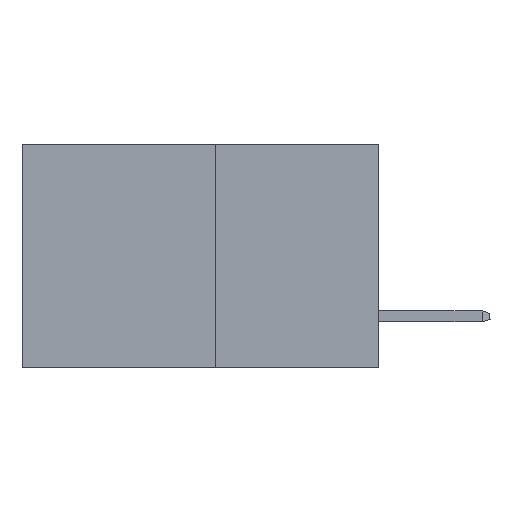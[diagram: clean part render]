
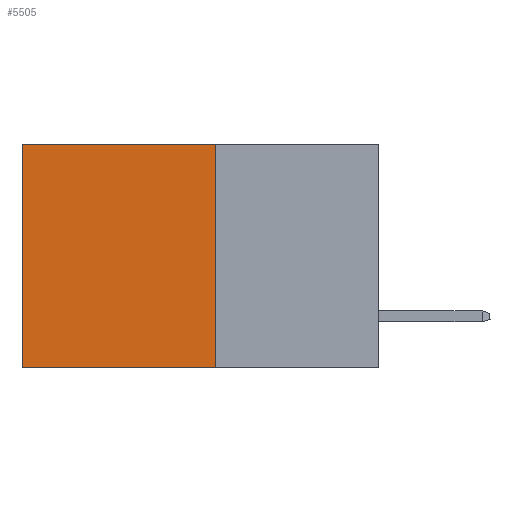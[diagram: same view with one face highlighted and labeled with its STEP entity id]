
A CAD part, left-side view. The second image highlights one B-rep face of the part: STEP entity #5505.
In plain terms, the highlighted planar face has unit normal (-1, 0, 0).
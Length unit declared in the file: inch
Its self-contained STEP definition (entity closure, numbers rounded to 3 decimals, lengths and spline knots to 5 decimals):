
#76 = FACE_OUTER_BOUND ( 'NONE', #15494, .T. ) ;
#1049 = ORIENTED_EDGE ( 'NONE', *, *, #11494, .T. ) ;
#1142 = CARTESIAN_POINT ( 'NONE',  ( 0.277, 0.59, -0.37 ) ) ;
#1299 = EDGE_CURVE ( 'NONE', #21390, #19216, #12198, .T. ) ;
#3206 = ORIENTED_EDGE ( 'NONE', *, *, #10124, .F. ) ;
#4483 = DIRECTION ( 'NONE',  ( 0., 0., -1. ) ) ;
#5456 = VERTEX_POINT ( 'NONE', #17239 ) ;
#5505 = ADVANCED_FACE ( 'NONE', ( #76 ), #11787, .F. ) ;
#5617 = CARTESIAN_POINT ( 'NONE',  ( 0.277, 0.27, -0.37 ) ) ;
#7177 = VECTOR ( 'NONE', #4483, 39.37008 ) ;
#7898 = LINE ( 'NONE', #23827, #11723 ) ;
#8434 = LINE ( 'NONE', #22434, #17772 ) ;
#9464 = EDGE_CURVE ( 'NONE', #21390, #5456, #8434, .T. ) ;
#10124 = EDGE_CURVE ( 'NONE', #19216, #13860, #18016, .T. ) ;
#11431 = CARTESIAN_POINT ( 'NONE',  ( 0.277, 0.27, -0.37 ) ) ;
#11494 = EDGE_CURVE ( 'NONE', #5456, #13860, #7898, .T. ) ;
#11508 = DIRECTION ( 'NONE',  ( 1., 0., 0. ) ) ;
#11723 = VECTOR ( 'NONE', #18513, 39.37008 ) ;
#11787 = PLANE ( 'NONE',  #17345 ) ;
#12198 = LINE ( 'NONE', #5617, #7177 ) ;
#12483 = VECTOR ( 'NONE', #15735, 39.37008 ) ;
#13860 = VERTEX_POINT ( 'NONE', #1142 ) ;
#15494 = EDGE_LOOP ( 'NONE', ( #1049, #3206, #23534, #17910 ) ) ;
#15735 = DIRECTION ( 'NONE',  ( 0., 1., 0. ) ) ;
#15792 = CARTESIAN_POINT ( 'NONE',  ( 0.277, 0.27, -0.37 ) ) ;
#15959 = CARTESIAN_POINT ( 'NONE',  ( 0.277, 0.27, 0. ) ) ;
#17239 = CARTESIAN_POINT ( 'NONE',  ( 0.277, 0.59, 0. ) ) ;
#17345 = AXIS2_PLACEMENT_3D ( 'NONE', #11431, #11508, #19884 ) ;
#17772 = VECTOR ( 'NONE', #22405, 39.37008 ) ;
#17910 = ORIENTED_EDGE ( 'NONE', *, *, #9464, .T. ) ;
#18016 = LINE ( 'NONE', #15792, #12483 ) ;
#18513 = DIRECTION ( 'NONE',  ( 0., 0., -1. ) ) ;
#19216 = VERTEX_POINT ( 'NONE', #22242 ) ;
#19884 = DIRECTION ( 'NONE',  ( 0., 0., -1. ) ) ;
#21390 = VERTEX_POINT ( 'NONE', #15959 ) ;
#22242 = CARTESIAN_POINT ( 'NONE',  ( 0.277, 0.27, -0.37 ) ) ;
#22405 = DIRECTION ( 'NONE',  ( 0., 1., 0. ) ) ;
#22434 = CARTESIAN_POINT ( 'NONE',  ( 0.277, 0.27, 0. ) ) ;
#23534 = ORIENTED_EDGE ( 'NONE', *, *, #1299, .F. ) ;
#23827 = CARTESIAN_POINT ( 'NONE',  ( 0.277, 0.59, -0.37 ) ) ;
